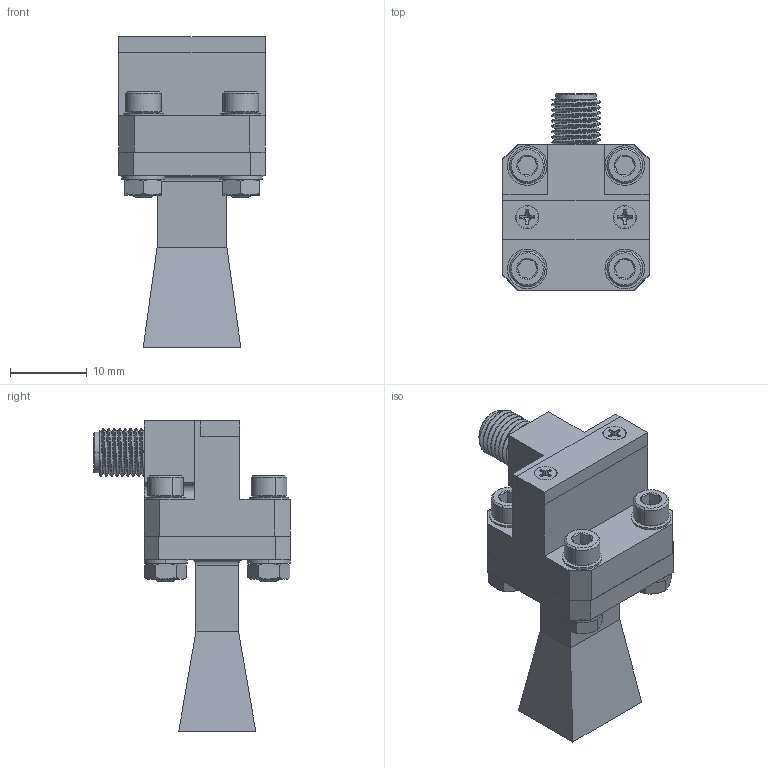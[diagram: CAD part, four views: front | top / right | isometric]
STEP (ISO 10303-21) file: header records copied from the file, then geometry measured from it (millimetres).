
FILE_DESCRIPTION (( 'STEP AP203' ), '1' );
FILE_NAME ('PE9850-2F-10.step', '2018-12-19T18:47:10', ( '' ), ( '' ), 'SwSTEP 2.0', 'SolidWorks 2017', '' );
FILE_SCHEMA (( 'CONFIG_CONTROL_DESIGN' ));
Length unit declared in the file: inch
Products named in the file (6): PE9850-2F-10; Copy of 4-40 NUT^PE9850-2F-10_91841A005; Washer^PE9850-2F-10; Copy of 4-40 Hex^PE9850-2F-10; PE9826; PE9850-10
Assembly tree (14 placements, depth 2):
  PE9850-2F-10
    PE9850-10
    PE9826
    Copy of 4-40 Hex^PE9850-2F-10  x4
    Copy of 4-40 NUT^PE9850-2F-10_91841A005  x4
    Washer^PE9850-2F-10  x4
Bounding box: 19.05 x 25.63 x 40.41 mm (x, y, z)
Volume: 5138.3 mm3; surface area: 6529.2 mm2
Topology: 17 solids, 17 shells, 839 faces, 2143 edges, 1361 vertices
Faces by surface type: cylinder 425, plane 204, cone 180, bspline 26, torus 4
Entity records: 18866 total; most frequent: CARTESIAN_POINT 7921, ORIENTED_EDGE 2318, DIRECTION 1888, EDGE_CURVE 1159, VERTEX_POINT 749, AXIS2_PLACEMENT_3D 701, EDGE_LOOP 500, LINE 486
